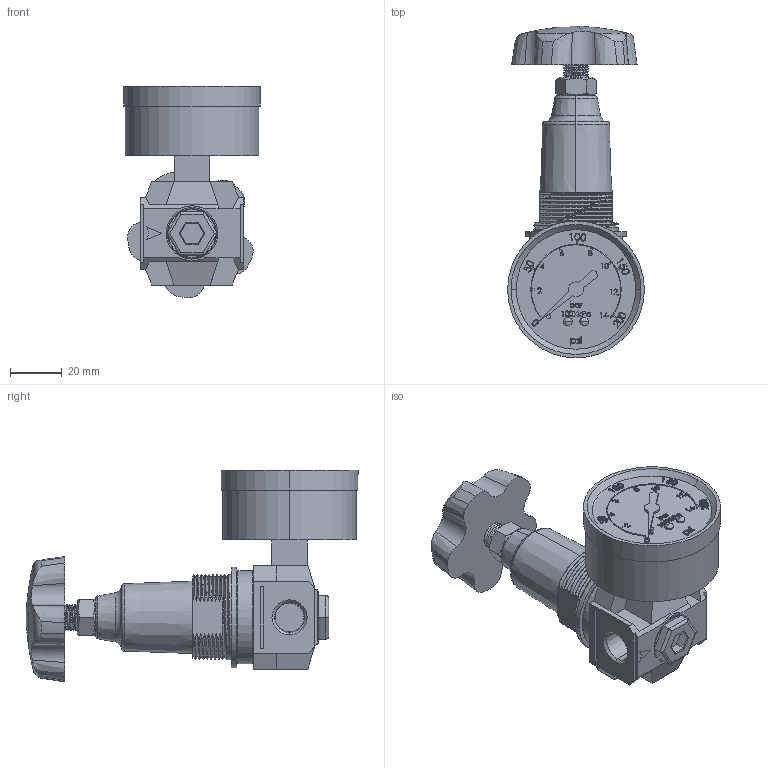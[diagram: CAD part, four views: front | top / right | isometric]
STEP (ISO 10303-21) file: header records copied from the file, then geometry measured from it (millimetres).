
FILE_DESCRIPTION (( 'STEP AP214' ), '1' );
FILE_NAME ('R302.STEP', '2021-11-24T06:57:27', ( 'User' ), ( '' ), 'SwSTEP 2.0', 'SolidWorks 2014', '' );
FILE_SCHEMA (( 'AUTOMOTIVE_DESIGN' ));
Length unit declared in the file: millimetre
Products named in the file (16): 2-埋入式壓力錶; R3010; R3009; R3008; R3002; R2101; R20底部螺絲; R302
Assembly tree (9 placements, depth 2):
  2-埋入式壓力錶
  R3010
  R3009
  R2101
  R20底部螺絲
Bounding box: 53 x 128.55 x 81.95 mm (x, y, z)
Volume: 118538.4 mm3; surface area: 44383.5 mm2
Topology: 7 solids, 7 shells, 951 faces, 2448 edges, 1608 vertices
Faces by surface type: plane 437, bspline 263, cylinder 189, cone 40, torus 20, sphere 2
Entity records: 61891 total; most frequent: CARTESIAN_POINT 37964, ORIENTED_EDGE 4870, DIRECTION 3285, EDGE_CURVE 2435, VERTEX_POINT 1600, LINE 1339, VECTOR 1339, EDGE_LOOP 1059
